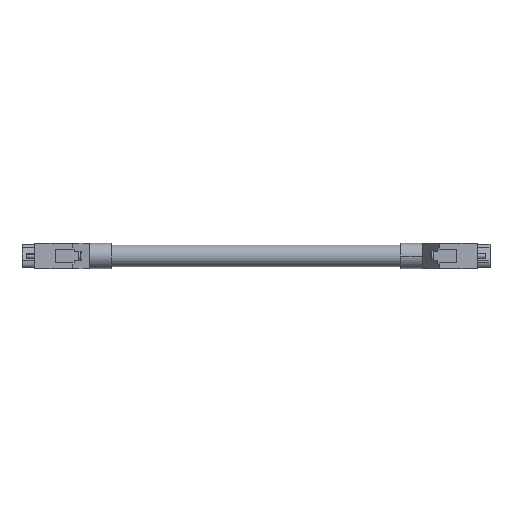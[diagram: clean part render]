
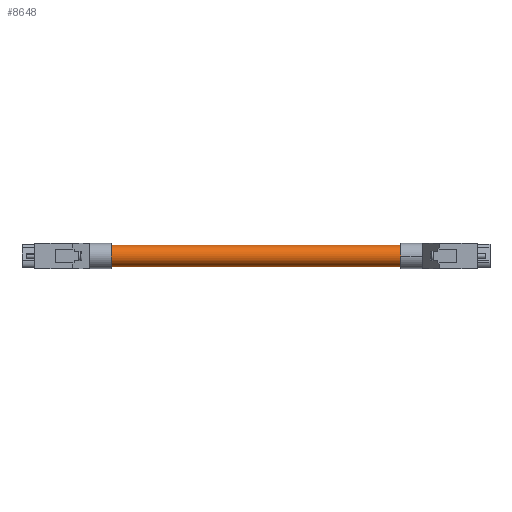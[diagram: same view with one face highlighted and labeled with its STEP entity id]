
A CAD part, left-side view. The second image highlights one B-rep face of the part: STEP entity #8648.
In plain terms, the highlighted cylindrical face has radius 6.477 mm (diameter 12.954 mm), a partial arc.
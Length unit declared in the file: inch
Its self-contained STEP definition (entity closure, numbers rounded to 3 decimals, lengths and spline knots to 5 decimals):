
#8397 = VERTEX_POINT ( 'NONE', #11014 ) ;
#8424 = EDGE_CURVE ( 'NONE', #8517, #8528, #10889, .T. ) ;
#8517 = VERTEX_POINT ( 'NONE', #11166 ) ;
#8519 = EDGE_CURVE ( 'NONE', #8397, #8528, #11103, .T. ) ;
#8520 = VERTEX_POINT ( 'NONE', #11224 ) ;
#8528 = VERTEX_POINT ( 'NONE', #11206 ) ;
#8600 = EDGE_CURVE ( 'NONE', #8520, #8397, #11398, .T. ) ;
#8601 = ORIENTED_EDGE ( 'NONE', *, *, #8623, .T. ) ;
#8602 = ORIENTED_EDGE ( 'NONE', *, *, #8424, .T. ) ;
#8616 = EDGE_LOOP ( 'NONE', ( #8617, #8618, #8601, #8602 ) ) ;
#8617 = ORIENTED_EDGE ( 'NONE', *, *, #8519, .F. ) ;
#8618 = ORIENTED_EDGE ( 'NONE', *, *, #8600, .F. ) ;
#8623 = EDGE_CURVE ( 'NONE', #8520, #8517, #11356, .T. ) ;
#8648 = ADVANCED_FACE ( 'NONE', ( #11276 ), #11275, .T. ) ;
#10885 = DIRECTION ( 'NONE',  ( 0., 0., 1. ) ) ;
#10886 = DIRECTION ( 'NONE',  ( 0., 1., 0. ) ) ;
#10887 = CARTESIAN_POINT ( 'NONE',  ( 0., -4., 0. ) ) ;
#10888 = AXIS2_PLACEMENT_3D ( 'NONE', #10887, #10886, #10885 ) ;
#10889 = CIRCLE ( 'NONE', #10888, 0.255 ) ;
#11014 = CARTESIAN_POINT ( 'NONE',  ( 0., 4., 0.255 ) ) ;
#11101 = VECTOR ( 'NONE', #11225, 39.37008 ) ;
#11102 = CARTESIAN_POINT ( 'NONE',  ( 0., 4., 0.255 ) ) ;
#11103 = LINE ( 'NONE', #11102, #11101 ) ;
#11166 = CARTESIAN_POINT ( 'NONE',  ( 0., -4., -0.255 ) ) ;
#11206 = CARTESIAN_POINT ( 'NONE',  ( 0., -4., 0.255 ) ) ;
#11224 = CARTESIAN_POINT ( 'NONE',  ( 0., 4., -0.255 ) ) ;
#11225 = DIRECTION ( 'NONE',  ( 0., -1., 0. ) ) ;
#11271 = DIRECTION ( 'NONE',  ( 0., 0., -1. ) ) ;
#11272 = DIRECTION ( 'NONE',  ( 0., -1., 0. ) ) ;
#11273 = CARTESIAN_POINT ( 'NONE',  ( 0., 4., 0. ) ) ;
#11274 = AXIS2_PLACEMENT_3D ( 'NONE', #11273, #11272, #11271 ) ;
#11275 = CYLINDRICAL_SURFACE ( 'NONE', #11274, 0.255 ) ;
#11276 = FACE_OUTER_BOUND ( 'NONE', #8616, .T. ) ;
#11331 = DIRECTION ( 'NONE',  ( 0., 0., 1. ) ) ;
#11340 = DIRECTION ( 'NONE',  ( 0., 1., 0. ) ) ;
#11341 = CARTESIAN_POINT ( 'NONE',  ( 0., 4., 0. ) ) ;
#11342 = AXIS2_PLACEMENT_3D ( 'NONE', #11341, #11340, #11331 ) ;
#11356 = LINE ( 'NONE', #11387, #11386 ) ;
#11385 = DIRECTION ( 'NONE',  ( 0., -1., 0. ) ) ;
#11386 = VECTOR ( 'NONE', #11385, 39.37008 ) ;
#11387 = CARTESIAN_POINT ( 'NONE',  ( 0., 4., -0.255 ) ) ;
#11398 = CIRCLE ( 'NONE', #11342, 0.255 ) ;
